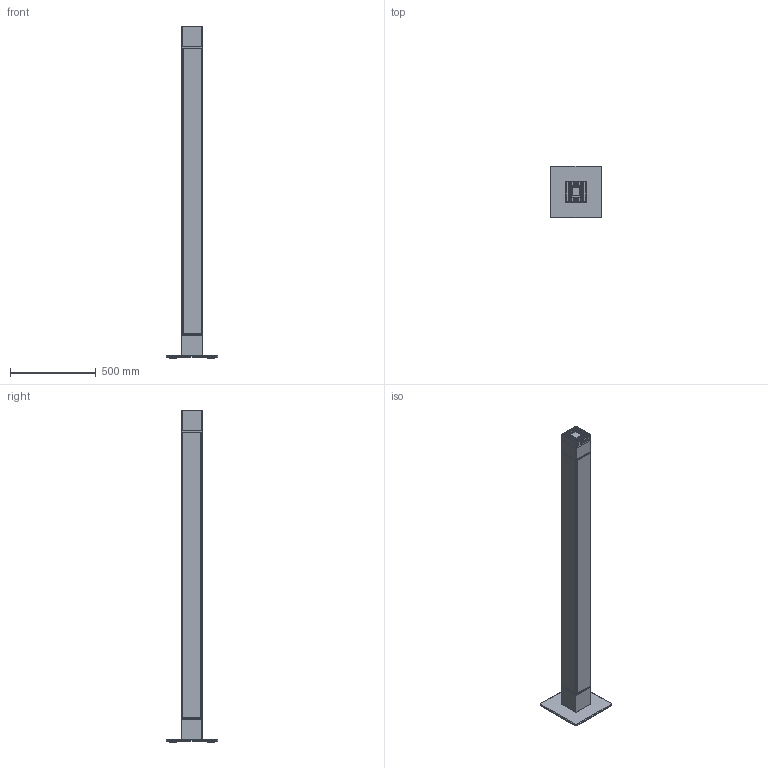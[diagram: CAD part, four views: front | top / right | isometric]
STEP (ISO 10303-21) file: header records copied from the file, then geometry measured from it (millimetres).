
FILE_DESCRIPTION(/* description */ (''),/* implementation_level */ '2;1');
FILE_NAME(/* name */ 'Mimesi',/* time_stamp */ '2012-06-11T17:31:57+02:00',/* author */ (''),/* organization */ (''),/* preprocessor_version */ 'ST-DEVELOPER v10',/* originating_system */ '',/* authorisation */ '');
FILE_SCHEMA (('CONFIG_CONTROL_DESIGN'));
Length unit declared in the file: millimetre
Products named in the file (2): 1; 2
Assembly tree (4 placements, depth 2):
  1
    2  x4
Bounding box: 300 x 300 x 1930.7 mm (x, y, z)
Volume: 3649039.5 mm3; surface area: 2481561.1 mm2
Topology: 19 solids, 21 shells, 475 faces, 1328 edges, 894 vertices
Faces by surface type: plane 301, bspline 174
Entity records: 14024 total; most frequent: CARTESIAN_POINT 5722, ORIENTED_EDGE 2538, EDGE_CURVE 1275, B_SPLINE_CURVE_WITH_KNOTS 983, VERTEX_POINT 848, EDGE_LOOP 489, ADVANCED_FACE 463, FACE_OUTER_BOUND 463
